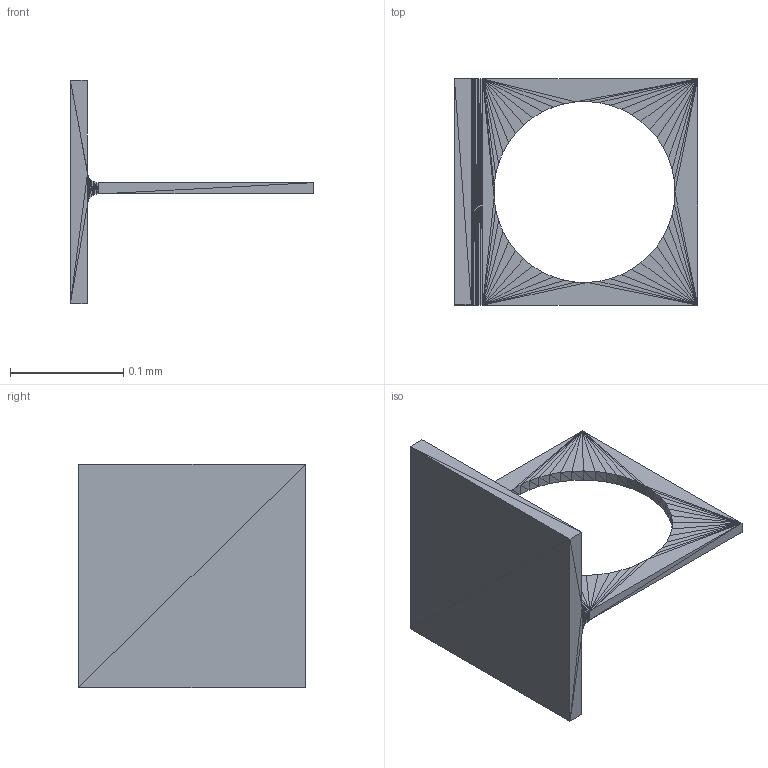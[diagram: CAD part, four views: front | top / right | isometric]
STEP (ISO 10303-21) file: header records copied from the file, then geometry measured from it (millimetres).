
FILE_DESCRIPTION(('FreeCAD Model'),'2;1');
FILE_NAME('bracketWHole.step', '2017-11-07T08:51:46',('Author'),(''), 'Open CASCADE STEP processor 6.8','FreeCAD','Unknown');
FILE_SCHEMA(('AUTOMOTIVE_DESIGN_CC2 { 1 2 10303 214 -1 1 5 4 }'));
Length unit declared in the file: millimetre
Products named in the file (1): BracketWithHole001
Bounding box: 0.21 x 0.2 x 0.2 mm (x, y, z)
Surface area: 0.1 mm2 (no closed solid volume)
Topology: 0 solids, 1 shells, 300 faces, 450 edges, 150 vertices
Faces by surface type: plane 300
Entity records: 11279 total; most frequent: CARTESIAN_POINT 2251, DIRECTION 1502, ORIENTED_EDGE 900, LINE 900, VECTOR 900, PCURVE 900, DEFINITIONAL_REPRESENTATION 900, EDGE_CURVE 450
